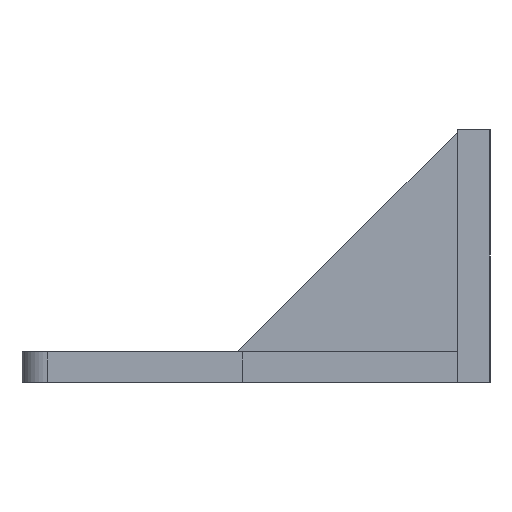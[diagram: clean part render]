
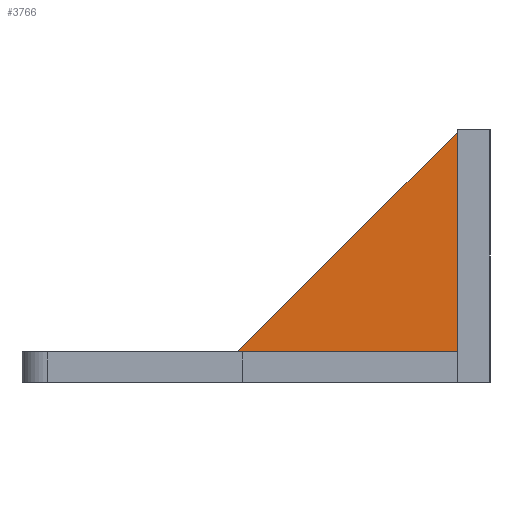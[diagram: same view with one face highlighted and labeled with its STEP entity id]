
A CAD part, left-side view. The second image highlights one B-rep face of the part: STEP entity #3766.
In plain terms, the highlighted planar face has unit normal (-1, 0, 0).
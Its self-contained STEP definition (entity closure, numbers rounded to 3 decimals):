
#3659=CARTESIAN_POINT('',(190.9,121.5,4.5));
#3660=VERTEX_POINT('',#3659);
#3675=CARTESIAN_POINT('',(190.9,121.5,47.885));
#3676=VERTEX_POINT('',#3675);
#3683=CARTESIAN_POINT('',(190.9,121.5,4.5));
#3684=DIRECTION('',(0.,0.,1.));
#3685=VECTOR('',#3684,43.385);
#3686=LINE('',#3683,#3685);
#3687=EDGE_CURVE('',#3660,#3676,#3686,.T.);
#3697=CARTESIAN_POINT('',(190.9,164.885,4.5));
#3698=VERTEX_POINT('',#3697);
#3699=CARTESIAN_POINT('',(190.9,121.5,47.885));
#3700=DIRECTION('',(0.,0.707,-0.707));
#3701=VECTOR('',#3700,61.355);
#3702=LINE('',#3699,#3701);
#3703=EDGE_CURVE('',#3676,#3698,#3702,.T.);
#3735=CARTESIAN_POINT('',(190.9,164.885,4.5));
#3736=DIRECTION('',(0.,-1.,0.));
#3737=VECTOR('',#3736,43.385);
#3738=LINE('',#3735,#3737);
#3739=EDGE_CURVE('',#3698,#3660,#3738,.T.);
#3756=CARTESIAN_POINT('',(190.9,98.5,0.));
#3757=DIRECTION('',(-1.,0.,0.));
#3758=DIRECTION('',(0.,-1.,0.));
#3759=AXIS2_PLACEMENT_3D('',#3756,#3757,#3758);
#3760=PLANE('',#3759);
#3761=ORIENTED_EDGE('',*,*,#3739,.T.);
#3762=ORIENTED_EDGE('',*,*,#3687,.T.);
#3763=ORIENTED_EDGE('',*,*,#3703,.T.);
#3764=EDGE_LOOP('',(#3761,#3762,#3763));
#3765=FACE_BOUND('',#3764,.T.);
#3766=ADVANCED_FACE('',(#3765),#3760,.T.);
